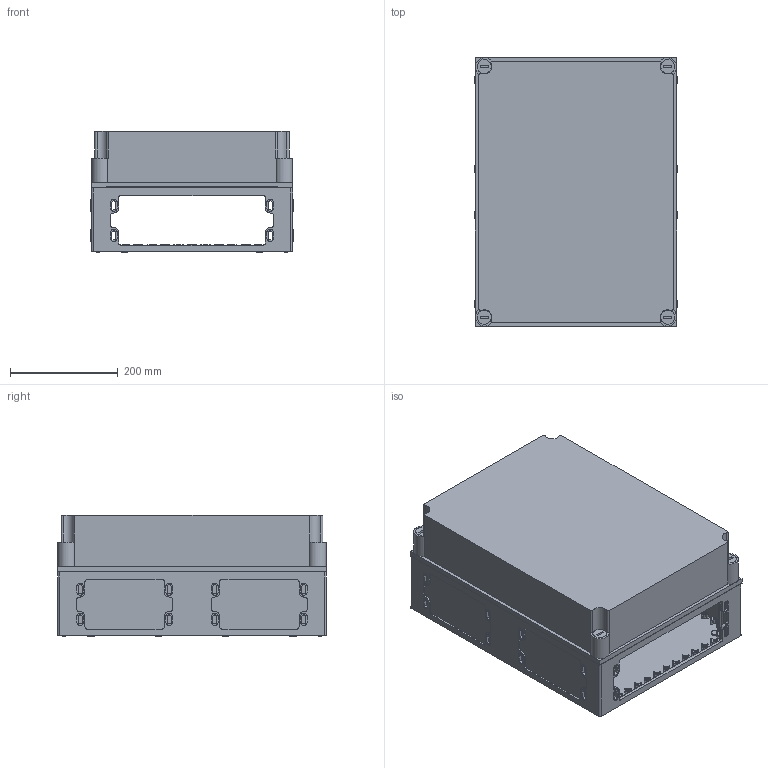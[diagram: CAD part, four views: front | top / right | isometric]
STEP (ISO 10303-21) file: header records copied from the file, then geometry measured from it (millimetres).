
FILE_DESCRIPTION( ( 'STEP AP214' ), '1' );
FILE_NAME( 'ci45_200.stp', '2021-04-12T11:13:16', ( 'License CC BY-ND 4.0' ), ( 'CADENAS' ), ' ', 'PARTsolutions', ' ' );
FILE_SCHEMA( ( 'AUTOMOTIVE_DESIGN { 1 0 10303 214 1 1 1 1 }' ) );
Length unit declared in the file: millimetre
Products named in the file (3): 79488511 001896_D; _001894_P; _001895_P
Assembly tree (2 placements, depth 2):
  79488511 001896_D
    _001894_P
    _001895_P
Bounding box: 375 x 500 x 225 mm (x, y, z)
Volume: 2901325 mm3; surface area: 1502679.2 mm2
Topology: 2 solids, 2 shells, 2374 faces, 6308 edges, 4196 vertices
Faces by surface type: plane 1478, cylinder 884, sphere 8, torus 4
Full cylindrical faces by diameter (mm): 3.85 x84, 6 x12, 8 x4, 9.5 x4, 12 x12, 26 x4
Entity records: 92186 total; most frequent: DIRECTION 12782, CARTESIAN_POINT 12721, ORIENTED_EDGE 12328, EDGE_CURVE 6164, LINE 4292, VECTOR 4292, AXIS2_PLACEMENT_3D 4245, VERTEX_POINT 4184
